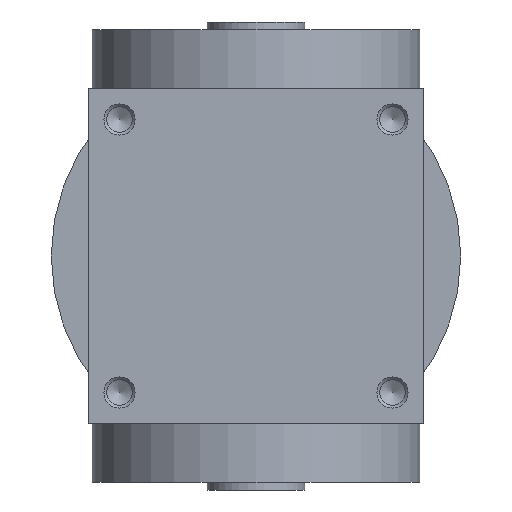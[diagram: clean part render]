
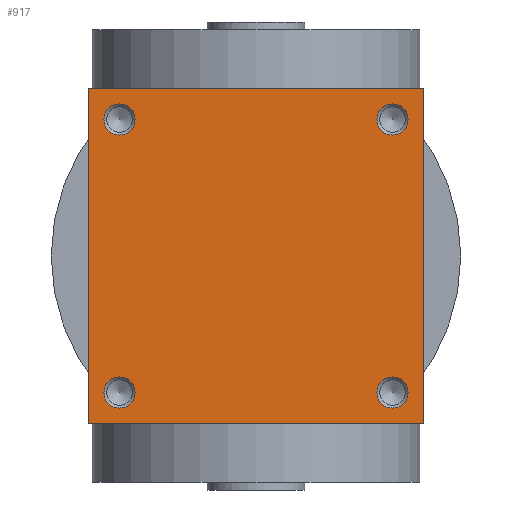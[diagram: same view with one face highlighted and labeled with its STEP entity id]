
A CAD part, left-side view. The second image highlights one B-rep face of the part: STEP entity #917.
In plain terms, the highlighted face is planar.
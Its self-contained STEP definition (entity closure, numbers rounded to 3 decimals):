
#917 = ADVANCED_FACE( '', ( #1981, #1982, #1983, #1984, #1985 ), #1986, .F. );
#1981 = FACE_BOUND( '', #3095, .T. );
#1982 = FACE_BOUND( '', #3096, .T. );
#1983 = FACE_BOUND( '', #3097, .T. );
#1984 = FACE_BOUND( '', #3098, .T. );
#1985 = FACE_OUTER_BOUND( '', #3099, .T. );
#1986 = PLANE( '', #3100 );
#3095 = EDGE_LOOP( '', ( #5383 ) );
#3096 = EDGE_LOOP( '', ( #5384 ) );
#3097 = EDGE_LOOP( '', ( #5385 ) );
#3098 = EDGE_LOOP( '', ( #5386 ) );
#3099 = EDGE_LOOP( '', ( #5387, #5388, #5389, #5390 ) );
#3100 = AXIS2_PLACEMENT_3D( '', #5391, #5392, #5393 );
#5383 = ORIENTED_EDGE( '', *, *, #6278, .F. );
#5384 = ORIENTED_EDGE( '', *, *, #5858, .T. );
#5385 = ORIENTED_EDGE( '', *, *, #6506, .F. );
#5386 = ORIENTED_EDGE( '', *, *, #6686, .T. );
#5387 = ORIENTED_EDGE( '', *, *, #6647, .F. );
#5388 = ORIENTED_EDGE( '', *, *, #6516, .F. );
#5389 = ORIENTED_EDGE( '', *, *, #6301, .F. );
#5390 = ORIENTED_EDGE( '', *, *, #5799, .F. );
#5391 = CARTESIAN_POINT( '', ( 0., 0., -43. ) );
#5392 = DIRECTION( '', ( 0., 0., 1. ) );
#5393 = DIRECTION( '', ( 1., 0., 0. ) );
#5799 = EDGE_CURVE( '', #6764, #6765, #6766, .T. );
#5858 = EDGE_CURVE( '', #6870, #6870, #6871, .T. );
#6278 = EDGE_CURVE( '', #7552, #7552, #7553, .T. );
#6301 = EDGE_CURVE( '', #6765, #7588, #7589, .T. );
#6506 = EDGE_CURVE( '', #7857, #7857, #7858, .T. );
#6516 = EDGE_CURVE( '', #7588, #7873, #7874, .T. );
#6647 = EDGE_CURVE( '', #7873, #6764, #8040, .T. );
#6686 = EDGE_CURVE( '', #8083, #8083, #8084, .T. );
#6764 = VERTEX_POINT( '', #8163 );
#6765 = VERTEX_POINT( '', #8164 );
#6766 = LINE( '', #8165, #8166 );
#6870 = VERTEX_POINT( '', #8298 );
#6871 = CIRCLE( '', #8299, 4. );
#7552 = VERTEX_POINT( '', #9183 );
#7553 = CIRCLE( '', #9184, 4. );
#7588 = VERTEX_POINT( '', #9229 );
#7589 = LINE( '', #9230, #9231 );
#7857 = VERTEX_POINT( '', #9574 );
#7858 = CIRCLE( '', #9575, 4. );
#7873 = VERTEX_POINT( '', #9591 );
#7874 = LINE( '', #9592, #9593 );
#8040 = LINE( '', #9812, #9813 );
#8083 = VERTEX_POINT( '', #9871 );
#8084 = CIRCLE( '', #9872, 4. );
#8163 = CARTESIAN_POINT( '', ( -43., -43., -43. ) );
#8164 = CARTESIAN_POINT( '', ( 43., -43., -43. ) );
#8165 = CARTESIAN_POINT( '', ( -43., -43., -43. ) );
#8166 = VECTOR( '', #9963, 1000. );
#8298 = CARTESIAN_POINT( '', ( 39., 35., -43. ) );
#8299 = AXIS2_PLACEMENT_3D( '', #10049, #10050, #10051 );
#9183 = CARTESIAN_POINT( '', ( -39., 35., -43. ) );
#9184 = AXIS2_PLACEMENT_3D( '', #10632, #10633, #10634 );
#9229 = CARTESIAN_POINT( '', ( 43., 43., -43. ) );
#9230 = CARTESIAN_POINT( '', ( 43., -43., -43. ) );
#9231 = VECTOR( '', #10663, 1000. );
#9574 = CARTESIAN_POINT( '', ( -39., -35., -43. ) );
#9575 = AXIS2_PLACEMENT_3D( '', #10911, #10912, #10913 );
#9591 = CARTESIAN_POINT( '', ( -43., 43., -43. ) );
#9592 = CARTESIAN_POINT( '', ( 43., 43., -43. ) );
#9593 = VECTOR( '', #10930, 1000. );
#9812 = CARTESIAN_POINT( '', ( -43., 43., -43. ) );
#9813 = VECTOR( '', #11063, 1000. );
#9871 = CARTESIAN_POINT( '', ( 39., -35., -43. ) );
#9872 = AXIS2_PLACEMENT_3D( '', #11097, #11098, #11099 );
#9963 = DIRECTION( '', ( 1., 0., 0. ) );
#10049 = CARTESIAN_POINT( '', ( 35., 35., -43. ) );
#10050 = DIRECTION( '', ( 0., 0., 1. ) );
#10051 = DIRECTION( '', ( 1., 0., 0. ) );
#10632 = CARTESIAN_POINT( '', ( -35., 35., -43. ) );
#10633 = DIRECTION( '', ( 0., 0., -1. ) );
#10634 = DIRECTION( '', ( -1., 0., 0. ) );
#10663 = DIRECTION( '', ( 0., 1., 0. ) );
#10911 = CARTESIAN_POINT( '', ( -35., -35., -43. ) );
#10912 = DIRECTION( '', ( 0., 0., -1. ) );
#10913 = DIRECTION( '', ( -1., 0., 0. ) );
#10930 = DIRECTION( '', ( -1., 0., 0. ) );
#11063 = DIRECTION( '', ( 0., -1., 0. ) );
#11097 = CARTESIAN_POINT( '', ( 35., -35., -43. ) );
#11098 = DIRECTION( '', ( 0., 0., 1. ) );
#11099 = DIRECTION( '', ( 1., 0., 0. ) );
